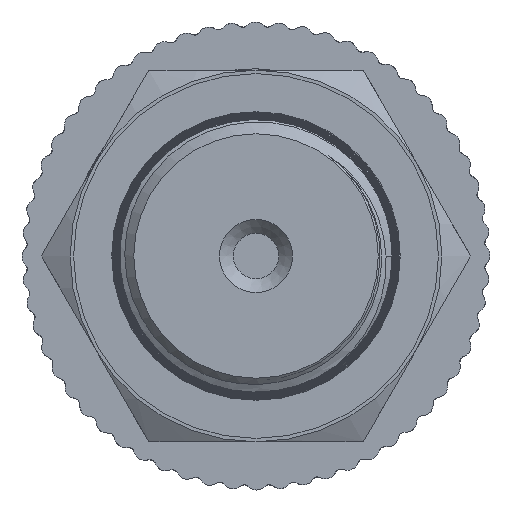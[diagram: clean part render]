
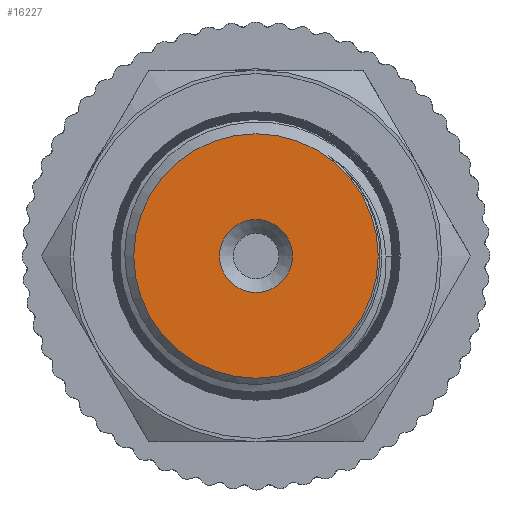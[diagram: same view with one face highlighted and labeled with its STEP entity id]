
A CAD part, left-side view. The second image highlights one B-rep face of the part: STEP entity #16227.
In plain terms, the highlighted planar face has unit normal (-1, 0, 0).
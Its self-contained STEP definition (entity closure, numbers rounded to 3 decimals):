
#655=PLANE('',#17031);
#912=FACE_BOUND('',#2347,.T.);
#1403=FACE_OUTER_BOUND('',#2346,.T.);
#2346=EDGE_LOOP('',(#12489));
#2347=EDGE_LOOP('',(#12490));
#3000=CIRCLE('',#16985,8.878);
#3018=CIRCLE('',#17030,2.65);
#6986=VERTEX_POINT('',#30598);
#7018=VERTEX_POINT('',#31888);
#8978=EDGE_CURVE('',#6986,#6986,#3000,.T.);
#9038=EDGE_CURVE('',#7018,#7018,#3018,.T.);
#12489=ORIENTED_EDGE('',*,*,#8978,.T.);
#12490=ORIENTED_EDGE('',*,*,#9038,.T.);
#16227=ADVANCED_FACE('',(#1403,#912),#655,.T.);
#16985=AXIS2_PLACEMENT_3D('',#30599,#18124,#18125);
#17030=AXIS2_PLACEMENT_3D('',#31890,#18225,#18226);
#17031=AXIS2_PLACEMENT_3D('',#31891,#18227,#18228);
#18124=DIRECTION('center_axis',(-1.,0.,0.));
#18125=DIRECTION('ref_axis',(0.,1.,0.));
#18225=DIRECTION('center_axis',(1.,0.,0.));
#18226=DIRECTION('ref_axis',(0.,0.,-1.));
#18227=DIRECTION('center_axis',(-1.,0.,0.));
#18228=DIRECTION('ref_axis',(0.,0.,1.));
#30598=CARTESIAN_POINT('',(-68.,-8.878,0.));
#30599=CARTESIAN_POINT('Origin',(-68.,0.,0.));
#31888=CARTESIAN_POINT('',(-68.,-2.65,0.));
#31890=CARTESIAN_POINT('Origin',(-68.,0.,0.));
#31891=CARTESIAN_POINT('Origin',(-68.,9.853,0.));
